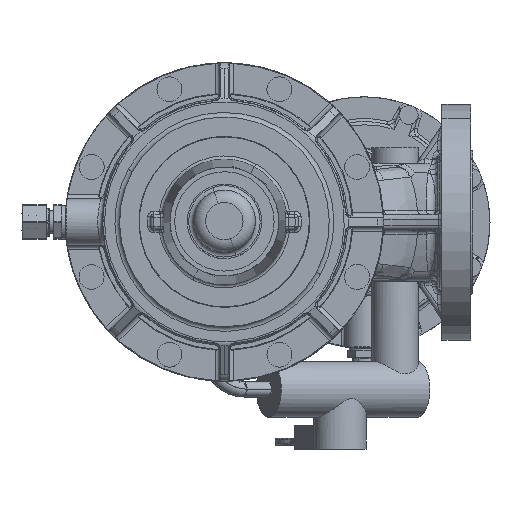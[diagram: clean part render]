
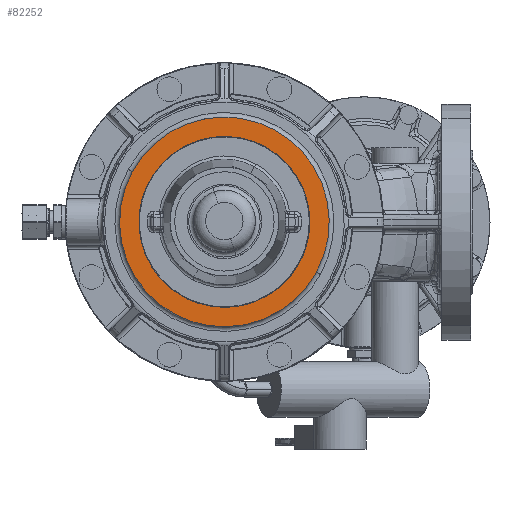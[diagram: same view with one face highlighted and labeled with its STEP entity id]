
A CAD part, top view. The second image highlights one B-rep face of the part: STEP entity #82252.
In plain terms, the highlighted planar face has unit normal (0, 0, 1).
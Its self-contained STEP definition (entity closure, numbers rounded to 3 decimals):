
#82106=CARTESIAN_POINT('Vertex',(59.237,-32.361,179.)) ;
#82109=CARTESIAN_POINT('Axis2P3D Location',(0.,0.,179.)) ;
#82113=CARTESIAN_POINT('Vertex',(-59.237,32.361,179.)) ;
#82128=CARTESIAN_POINT('Axis2P3D Location',(0.,0.,179.)) ;
#82217=CARTESIAN_POINT('Axis2P3D Location',(10.,0.,179.)) ;
#82226=CARTESIAN_POINT('Axis2P3D Location',(0.,0.,179.)) ;
#82230=CARTESIAN_POINT('Vertex',(-26.129,-47.828,179.)) ;
#82232=CARTESIAN_POINT('Vertex',(20.212,50.613,179.)) ;
#82235=CARTESIAN_POINT('Axis2P3D Location',(0.,0.,179.)) ;
#82239=CARTESIAN_POINT('Vertex',(26.129,47.828,179.)) ;
#82242=CARTESIAN_POINT('Axis2P3D Location',(0.,0.,179.)) ;
#82110=DIRECTION('Axis2P3D Direction',(0.,0.,-1.)) ;
#82129=DIRECTION('Axis2P3D Direction',(0.,0.,-1.)) ;
#82218=DIRECTION('Axis2P3D Direction',(0.,-0.,-1.)) ;
#82219=DIRECTION('Axis2P3D XDirection',(1.,0.,0.)) ;
#82227=DIRECTION('Axis2P3D Direction',(0.,-0.,-1.)) ;
#82236=DIRECTION('Axis2P3D Direction',(0.,-0.,-1.)) ;
#82243=DIRECTION('Axis2P3D Direction',(0.,-0.,-1.)) ;
#82111=AXIS2_PLACEMENT_3D('Circle Axis2P3D',#82109,#82110,$) ;
#82130=AXIS2_PLACEMENT_3D('Circle Axis2P3D',#82128,#82129,$) ;
#82220=AXIS2_PLACEMENT_3D('Plane Axis2P3D',#82217,#82218,#82219) ;
#82228=AXIS2_PLACEMENT_3D('Circle Axis2P3D',#82226,#82227,$) ;
#82237=AXIS2_PLACEMENT_3D('Circle Axis2P3D',#82235,#82236,$) ;
#82244=AXIS2_PLACEMENT_3D('Circle Axis2P3D',#82242,#82243,$) ;
#82223=ORIENTED_EDGE('',*,*,#82115,.F.) ;
#82224=ORIENTED_EDGE('',*,*,#82132,.F.) ;
#82248=ORIENTED_EDGE('',*,*,#82234,.T.) ;
#82249=ORIENTED_EDGE('',*,*,#82241,.T.) ;
#82250=ORIENTED_EDGE('',*,*,#82246,.T.) ;
#82251=FACE_BOUND('',#82247,.T.) ;
#82252=ADVANCED_FACE('Brep With Voids',(#82225,#82251),#82221,.F.) ;
#82112=CIRCLE('generated circle',#82111,67.5) ;
#82131=CIRCLE('generated circle',#82130,67.5) ;
#82229=CIRCLE('generated circle',#82228,54.5) ;
#82238=CIRCLE('generated circle',#82237,54.5) ;
#82245=CIRCLE('generated circle',#82244,54.5) ;
#82115=EDGE_CURVE('',#82107,#82114,#82112,.T.) ;
#82132=EDGE_CURVE('',#82114,#82107,#82131,.T.) ;
#82234=EDGE_CURVE('',#82231,#82233,#82229,.T.) ;
#82241=EDGE_CURVE('',#82233,#82240,#82238,.T.) ;
#82246=EDGE_CURVE('',#82240,#82231,#82245,.T.) ;
#82222=EDGE_LOOP('',(#82223,#82224)) ;
#82247=EDGE_LOOP('',(#82248,#82249,#82250)) ;
#82225=FACE_OUTER_BOUND('',#82222,.T.) ;
#82221=PLANE('',#82220) ;
#82107=VERTEX_POINT('',#82106) ;
#82114=VERTEX_POINT('',#82113) ;
#82231=VERTEX_POINT('',#82230) ;
#82233=VERTEX_POINT('',#82232) ;
#82240=VERTEX_POINT('',#82239) ;
